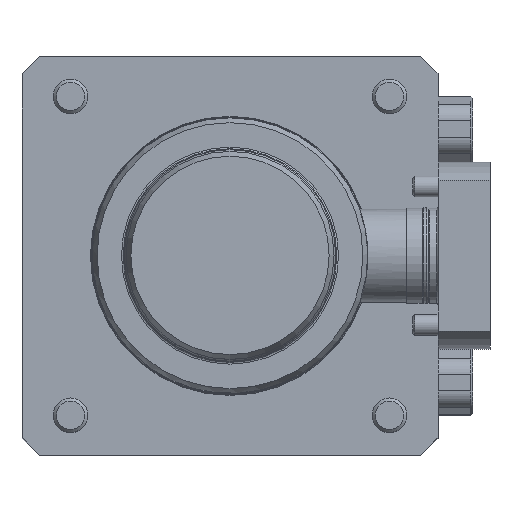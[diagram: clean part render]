
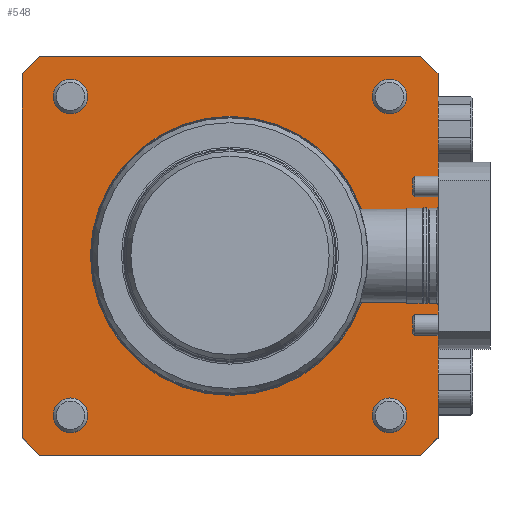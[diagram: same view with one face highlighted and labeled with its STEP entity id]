
A CAD part, top view. The second image highlights one B-rep face of the part: STEP entity #548.
In plain terms, the highlighted planar face has unit normal (0, 0, 1).
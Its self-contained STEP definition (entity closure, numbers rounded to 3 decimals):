
#39=LINE('',#3438,#157);
#40=LINE('',#3441,#158);
#41=LINE('',#3443,#159);
#42=LINE('',#3445,#160);
#43=LINE('',#3447,#161);
#44=LINE('',#3449,#162);
#45=LINE('',#3451,#163);
#46=LINE('',#3453,#164);
#47=LINE('',#3455,#165);
#48=LINE('',#3457,#166);
#49=LINE('',#3459,#167);
#50=LINE('',#3461,#168);
#157=VECTOR('',#2540,1.);
#158=VECTOR('',#2541,1.);
#159=VECTOR('',#2542,1.);
#160=VECTOR('',#2543,1.);
#161=VECTOR('',#2544,1.);
#162=VECTOR('',#2545,1.);
#163=VECTOR('',#2546,1.);
#164=VECTOR('',#2547,1.);
#165=VECTOR('',#2548,1.);
#166=VECTOR('',#2549,1.);
#167=VECTOR('',#2550,1.);
#168=VECTOR('',#2551,1.);
#408=FACE_BOUND('',#877,.T.);
#409=FACE_BOUND('',#878,.T.);
#410=FACE_BOUND('',#879,.T.);
#411=FACE_BOUND('',#880,.T.);
#412=FACE_BOUND('',#881,.T.);
#413=FACE_BOUND('',#882,.T.);
#548=ADVANCED_FACE('',(#408,#409,#410,#411,#412,#413),#674,.F.);
#674=PLANE('',#2208);
#877=EDGE_LOOP('',(#1122));
#878=EDGE_LOOP('',(#1123,#1124,#1125,#1126,#1127,#1128,#1129,#1130,#1131,
#1132,#1133,#1134));
#879=EDGE_LOOP('',(#1135));
#880=EDGE_LOOP('',(#1136));
#881=EDGE_LOOP('',(#1137));
#882=EDGE_LOOP('',(#1138));
#1122=ORIENTED_EDGE('',*,*,#1757,.T.);
#1123=ORIENTED_EDGE('',*,*,#1780,.F.);
#1124=ORIENTED_EDGE('',*,*,#1781,.F.);
#1125=ORIENTED_EDGE('',*,*,#1782,.F.);
#1126=ORIENTED_EDGE('',*,*,#1783,.F.);
#1127=ORIENTED_EDGE('',*,*,#1784,.F.);
#1128=ORIENTED_EDGE('',*,*,#1785,.F.);
#1129=ORIENTED_EDGE('',*,*,#1786,.F.);
#1130=ORIENTED_EDGE('',*,*,#1787,.F.);
#1131=ORIENTED_EDGE('',*,*,#1788,.F.);
#1132=ORIENTED_EDGE('',*,*,#1789,.F.);
#1133=ORIENTED_EDGE('',*,*,#1790,.F.);
#1134=ORIENTED_EDGE('',*,*,#1791,.F.);
#1135=ORIENTED_EDGE('',*,*,#1792,.T.);
#1136=ORIENTED_EDGE('',*,*,#1793,.T.);
#1137=ORIENTED_EDGE('',*,*,#1794,.T.);
#1138=ORIENTED_EDGE('',*,*,#1795,.T.);
#1568=VERTEX_POINT('',#3370);
#1591=VERTEX_POINT('',#3439);
#1592=VERTEX_POINT('',#3440);
#1593=VERTEX_POINT('',#3442);
#1594=VERTEX_POINT('',#3444);
#1595=VERTEX_POINT('',#3446);
#1596=VERTEX_POINT('',#3448);
#1597=VERTEX_POINT('',#3450);
#1598=VERTEX_POINT('',#3452);
#1599=VERTEX_POINT('',#3454);
#1600=VERTEX_POINT('',#3456);
#1601=VERTEX_POINT('',#3458);
#1602=VERTEX_POINT('',#3460);
#1603=VERTEX_POINT('',#3463);
#1604=VERTEX_POINT('',#3465);
#1605=VERTEX_POINT('',#3467);
#1606=VERTEX_POINT('',#3469);
#1757=EDGE_CURVE('',#1568,#1568,#1998,.T.);
#1780=EDGE_CURVE('',#1591,#1592,#39,.T.);
#1781=EDGE_CURVE('',#1593,#1591,#40,.T.);
#1782=EDGE_CURVE('',#1594,#1593,#41,.T.);
#1783=EDGE_CURVE('',#1595,#1594,#42,.T.);
#1784=EDGE_CURVE('',#1596,#1595,#43,.T.);
#1785=EDGE_CURVE('',#1597,#1596,#44,.T.);
#1786=EDGE_CURVE('',#1598,#1597,#45,.T.);
#1787=EDGE_CURVE('',#1599,#1598,#46,.T.);
#1788=EDGE_CURVE('',#1600,#1599,#47,.T.);
#1789=EDGE_CURVE('',#1601,#1600,#48,.T.);
#1790=EDGE_CURVE('',#1602,#1601,#49,.T.);
#1791=EDGE_CURVE('',#1592,#1602,#50,.T.);
#1792=EDGE_CURVE('',#1603,#1603,#2021,.T.);
#1793=EDGE_CURVE('',#1604,#1604,#2022,.T.);
#1794=EDGE_CURVE('',#1605,#1605,#2023,.T.);
#1795=EDGE_CURVE('',#1606,#1606,#2024,.T.);
#1998=CIRCLE('',#2158,40.25);
#2021=CIRCLE('',#2204,5.);
#2022=CIRCLE('',#2205,5.);
#2023=CIRCLE('',#2206,5.);
#2024=CIRCLE('',#2207,5.);
#2158=AXIS2_PLACEMENT_3D('',#3369,#2448,#2449);
#2204=AXIS2_PLACEMENT_3D('',#3462,#2552,#2553);
#2205=AXIS2_PLACEMENT_3D('',#3464,#2554,#2555);
#2206=AXIS2_PLACEMENT_3D('',#3466,#2556,#2557);
#2207=AXIS2_PLACEMENT_3D('',#3468,#2558,#2559);
#2208=AXIS2_PLACEMENT_3D('',#3470,#2560,#2561);
#2448=DIRECTION('',(0.,0.,-1.));
#2449=DIRECTION('',(-1.,0.,0.));
#2540=DIRECTION('',(0.707,-0.707,0.));
#2541=DIRECTION('',(1.,0.,0.));
#2542=DIRECTION('',(0.707,0.707,0.));
#2543=DIRECTION('',(0.,1.,0.));
#2544=DIRECTION('',(-0.707,0.707,0.));
#2545=DIRECTION('',(-1.,0.,0.));
#2546=DIRECTION('',(-0.707,-0.707,0.));
#2547=DIRECTION('',(0.,-1.,0.));
#2548=DIRECTION('',(0.,-1.,0.));
#2549=DIRECTION('',(0.,-1.,0.));
#2550=DIRECTION('',(0.,-1.,0.));
#2551=DIRECTION('',(0.,-1.,0.));
#2552=DIRECTION('',(0.,0.,-1.));
#2553=DIRECTION('',(-1.,0.,0.));
#2554=DIRECTION('',(0.,0.,-1.));
#2555=DIRECTION('',(-1.,0.,0.));
#2556=DIRECTION('',(0.,0.,-1.));
#2557=DIRECTION('',(-1.,0.,0.));
#2558=DIRECTION('',(0.,0.,-1.));
#2559=DIRECTION('',(-1.,0.,0.));
#2560=DIRECTION('',(0.,0.,-1.));
#2561=DIRECTION('',(1.,0.,0.));
#3369=CARTESIAN_POINT('',(0.,0.,0.));
#3370=CARTESIAN_POINT('',(-40.25,0.,0.));
#3438=CARTESIAN_POINT('',(60.,52.5,0.));
#3439=CARTESIAN_POINT('',(55.,57.5,0.));
#3440=CARTESIAN_POINT('',(60.,52.5,0.));
#3441=CARTESIAN_POINT('',(-55.,57.5,0.));
#3442=CARTESIAN_POINT('',(-55.,57.5,0.));
#3443=CARTESIAN_POINT('',(-55.,57.5,0.));
#3444=CARTESIAN_POINT('',(-60.,52.5,0.));
#3445=CARTESIAN_POINT('',(-60.,-52.5,0.));
#3446=CARTESIAN_POINT('',(-60.,-52.5,0.));
#3447=CARTESIAN_POINT('',(-60.,-52.5,0.));
#3448=CARTESIAN_POINT('',(-55.,-57.5,0.));
#3449=CARTESIAN_POINT('',(55.,-57.5,0.));
#3450=CARTESIAN_POINT('',(55.,-57.5,0.));
#3451=CARTESIAN_POINT('',(60.,-52.5,0.));
#3452=CARTESIAN_POINT('',(60.,-52.5,0.));
#3453=CARTESIAN_POINT('',(60.,52.5,0.));
#3454=CARTESIAN_POINT('',(60.,-46.,0.));
#3455=CARTESIAN_POINT('',(60.,52.5,0.));
#3456=CARTESIAN_POINT('',(60.,-23.135,0.));
#3457=CARTESIAN_POINT('',(60.,52.5,0.));
#3458=CARTESIAN_POINT('',(60.,23.135,0.));
#3459=CARTESIAN_POINT('',(60.,52.5,0.));
#3460=CARTESIAN_POINT('',(60.,46.,0.));
#3461=CARTESIAN_POINT('',(60.,52.5,0.));
#3462=CARTESIAN_POINT('',(-46.,-46.,0.));
#3463=CARTESIAN_POINT('',(-51.,-46.,0.));
#3464=CARTESIAN_POINT('',(46.,46.,0.));
#3465=CARTESIAN_POINT('',(41.,46.,0.));
#3466=CARTESIAN_POINT('',(46.,-46.,0.));
#3467=CARTESIAN_POINT('',(41.,-46.,0.));
#3468=CARTESIAN_POINT('',(-46.,46.,0.));
#3469=CARTESIAN_POINT('',(-51.,46.,0.));
#3470=CARTESIAN_POINT('',(-112.5,0.,0.));
